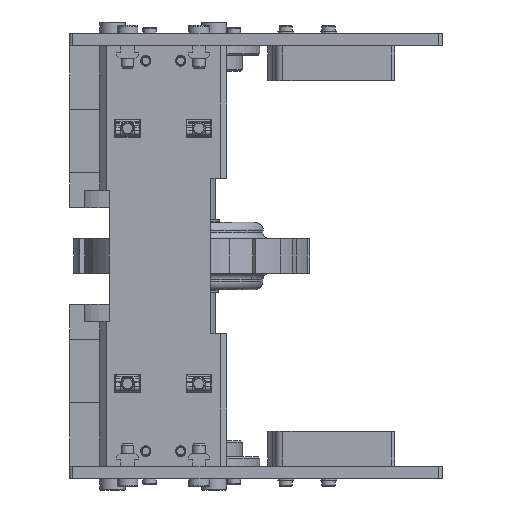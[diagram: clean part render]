
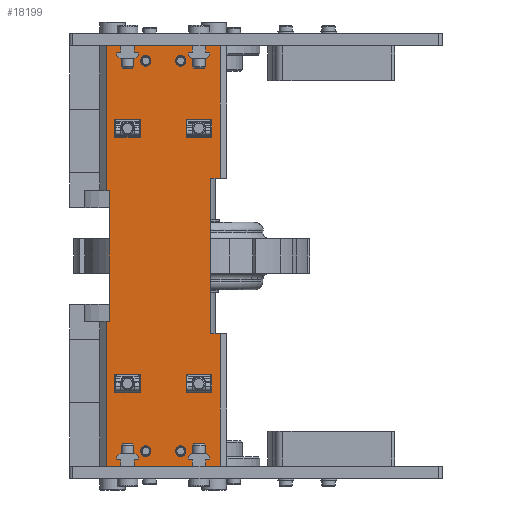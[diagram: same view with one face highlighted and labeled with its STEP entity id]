
A CAD part, left-side view. The second image highlights one B-rep face of the part: STEP entity #18199.
In plain terms, the highlighted face is planar.
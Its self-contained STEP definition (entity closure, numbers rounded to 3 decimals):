
#906=FACE_BOUND('',#3409,.T.);
#907=FACE_BOUND('',#3410,.T.);
#908=FACE_BOUND('',#3411,.T.);
#909=FACE_BOUND('',#3412,.T.);
#910=FACE_BOUND('',#3413,.T.);
#911=FACE_BOUND('',#3414,.T.);
#912=FACE_BOUND('',#3415,.T.);
#913=FACE_BOUND('',#3416,.T.);
#1415=PLANE('',#20199);
#2242=FACE_OUTER_BOUND('',#3408,.T.);
#3408=EDGE_LOOP('',(#15701,#15702,#15703,#15704,#15705,#15706,#15707,#15708,
#15709,#15710,#15711,#15712));
#3409=EDGE_LOOP('',(#15713));
#3410=EDGE_LOOP('',(#15714));
#3411=EDGE_LOOP('',(#15715));
#3412=EDGE_LOOP('',(#15716));
#3413=EDGE_LOOP('',(#15717));
#3414=EDGE_LOOP('',(#15718));
#3415=EDGE_LOOP('',(#15719));
#3416=EDGE_LOOP('',(#15720));
#5021=LINE('',#30027,#6732);
#5027=LINE('',#30040,#6738);
#5031=LINE('',#30046,#6742);
#5035=LINE('',#30055,#6746);
#5037=LINE('',#30059,#6748);
#5038=LINE('',#30061,#6749);
#5039=LINE('',#30063,#6750);
#5040=LINE('',#30065,#6751);
#5041=LINE('',#30067,#6752);
#5042=LINE('',#30069,#6753);
#5043=LINE('',#30071,#6754);
#5044=LINE('',#30072,#6755);
#6732=VECTOR('',#24411,10.);
#6738=VECTOR('',#24419,10.);
#6742=VECTOR('',#24425,10.);
#6746=VECTOR('',#24433,10.);
#6748=VECTOR('',#24437,10.);
#6749=VECTOR('',#24438,10.);
#6750=VECTOR('',#24439,10.);
#6751=VECTOR('',#24440,10.);
#6752=VECTOR('',#24441,10.);
#6753=VECTOR('',#24442,10.);
#6754=VECTOR('',#24443,10.);
#6755=VECTOR('',#24444,10.);
#7677=CIRCLE('',#20200,3.3);
#7678=CIRCLE('',#20201,3.3);
#7679=CIRCLE('',#20202,3.3);
#7680=CIRCLE('',#20203,3.3);
#7681=CIRCLE('',#20204,4.5);
#7682=CIRCLE('',#20205,4.5);
#7683=CIRCLE('',#20206,4.5);
#7684=CIRCLE('',#20207,4.5);
#9134=VERTEX_POINT('',#30024);
#9135=VERTEX_POINT('',#30026);
#9140=VERTEX_POINT('',#30037);
#9141=VERTEX_POINT('',#30039);
#9145=VERTEX_POINT('',#30054);
#9146=VERTEX_POINT('',#30058);
#9147=VERTEX_POINT('',#30060);
#9148=VERTEX_POINT('',#30062);
#9149=VERTEX_POINT('',#30064);
#9150=VERTEX_POINT('',#30066);
#9151=VERTEX_POINT('',#30068);
#9152=VERTEX_POINT('',#30070);
#9153=VERTEX_POINT('',#30073);
#9154=VERTEX_POINT('',#30075);
#9155=VERTEX_POINT('',#30077);
#9156=VERTEX_POINT('',#30079);
#9157=VERTEX_POINT('',#30081);
#9158=VERTEX_POINT('',#30083);
#9159=VERTEX_POINT('',#30085);
#9160=VERTEX_POINT('',#30087);
#11408=EDGE_CURVE('',#9135,#9134,#5021,.T.);
#11414=EDGE_CURVE('',#9141,#9140,#5027,.T.);
#11418=EDGE_CURVE('',#9140,#9135,#5031,.T.);
#11422=EDGE_CURVE('',#9141,#9145,#5035,.T.);
#11424=EDGE_CURVE('',#9146,#9134,#5037,.T.);
#11425=EDGE_CURVE('',#9146,#9147,#5038,.T.);
#11426=EDGE_CURVE('',#9148,#9147,#5039,.T.);
#11427=EDGE_CURVE('',#9148,#9149,#5040,.T.);
#11428=EDGE_CURVE('',#9149,#9150,#5041,.T.);
#11429=EDGE_CURVE('',#9150,#9151,#5042,.T.);
#11430=EDGE_CURVE('',#9152,#9151,#5043,.T.);
#11431=EDGE_CURVE('',#9152,#9145,#5044,.T.);
#11432=EDGE_CURVE('',#9153,#9153,#7677,.T.);
#11433=EDGE_CURVE('',#9154,#9154,#7678,.T.);
#11434=EDGE_CURVE('',#9155,#9155,#7679,.T.);
#11435=EDGE_CURVE('',#9156,#9156,#7680,.T.);
#11436=EDGE_CURVE('',#9157,#9157,#7681,.T.);
#11437=EDGE_CURVE('',#9158,#9158,#7682,.T.);
#11438=EDGE_CURVE('',#9159,#9159,#7683,.T.);
#11439=EDGE_CURVE('',#9160,#9160,#7684,.T.);
#15701=ORIENTED_EDGE('',*,*,#11414,.T.);
#15702=ORIENTED_EDGE('',*,*,#11418,.T.);
#15703=ORIENTED_EDGE('',*,*,#11408,.T.);
#15704=ORIENTED_EDGE('',*,*,#11424,.F.);
#15705=ORIENTED_EDGE('',*,*,#11425,.T.);
#15706=ORIENTED_EDGE('',*,*,#11426,.F.);
#15707=ORIENTED_EDGE('',*,*,#11427,.T.);
#15708=ORIENTED_EDGE('',*,*,#11428,.T.);
#15709=ORIENTED_EDGE('',*,*,#11429,.T.);
#15710=ORIENTED_EDGE('',*,*,#11430,.F.);
#15711=ORIENTED_EDGE('',*,*,#11431,.T.);
#15712=ORIENTED_EDGE('',*,*,#11422,.F.);
#15713=ORIENTED_EDGE('',*,*,#11432,.T.);
#15714=ORIENTED_EDGE('',*,*,#11433,.T.);
#15715=ORIENTED_EDGE('',*,*,#11434,.T.);
#15716=ORIENTED_EDGE('',*,*,#11435,.T.);
#15717=ORIENTED_EDGE('',*,*,#11436,.T.);
#15718=ORIENTED_EDGE('',*,*,#11437,.T.);
#15719=ORIENTED_EDGE('',*,*,#11438,.T.);
#15720=ORIENTED_EDGE('',*,*,#11439,.T.);
#18199=ADVANCED_FACE('',(#2242,#906,#907,#908,#909,#910,#911,#912,#913),
#1415,.T.);
#20199=AXIS2_PLACEMENT_3D('',#30057,#24435,#24436);
#20200=AXIS2_PLACEMENT_3D('',#30074,#24445,#24446);
#20201=AXIS2_PLACEMENT_3D('',#30076,#24447,#24448);
#20202=AXIS2_PLACEMENT_3D('',#30078,#24449,#24450);
#20203=AXIS2_PLACEMENT_3D('',#30080,#24451,#24452);
#20204=AXIS2_PLACEMENT_3D('',#30082,#24453,#24454);
#20205=AXIS2_PLACEMENT_3D('',#30084,#24455,#24456);
#20206=AXIS2_PLACEMENT_3D('',#30086,#24457,#24458);
#20207=AXIS2_PLACEMENT_3D('',#30088,#24459,#24460);
#24411=DIRECTION('',(0.,-1.,0.));
#24419=DIRECTION('',(0.,1.,0.));
#24425=DIRECTION('',(-1.,0.,0.));
#24433=DIRECTION('',(1.,0.,0.));
#24435=DIRECTION('center_axis',(0.,0.,-1.));
#24436=DIRECTION('ref_axis',(-1.,0.,0.));
#24437=DIRECTION('',(1.,0.,0.));
#24438=DIRECTION('',(0.,1.,0.));
#24439=DIRECTION('',(-1.,0.,0.));
#24440=DIRECTION('',(0.,-1.,0.));
#24441=DIRECTION('',(1.,0.,0.));
#24442=DIRECTION('',(0.,1.,0.));
#24443=DIRECTION('',(-1.,0.,0.));
#24444=DIRECTION('',(0.,-1.,0.));
#24445=DIRECTION('center_axis',(0.,0.,1.));
#24446=DIRECTION('ref_axis',(1.,0.,0.));
#24447=DIRECTION('center_axis',(0.,0.,1.));
#24448=DIRECTION('ref_axis',(1.,0.,0.));
#24449=DIRECTION('center_axis',(0.,0.,1.));
#24450=DIRECTION('ref_axis',(1.,0.,0.));
#24451=DIRECTION('center_axis',(0.,0.,1.));
#24452=DIRECTION('ref_axis',(1.,0.,0.));
#24453=DIRECTION('center_axis',(0.,0.,1.));
#24454=DIRECTION('ref_axis',(1.,0.,0.));
#24455=DIRECTION('center_axis',(0.,0.,1.));
#24456=DIRECTION('ref_axis',(1.,0.,0.));
#24457=DIRECTION('center_axis',(0.,0.,1.));
#24458=DIRECTION('ref_axis',(1.,0.,0.));
#24459=DIRECTION('center_axis',(0.,0.,1.));
#24460=DIRECTION('ref_axis',(1.,0.,0.));
#30024=CARTESIAN_POINT('',(-49.,-36.,-10.));
#30026=CARTESIAN_POINT('',(-49.,-30.,-10.));
#30027=CARTESIAN_POINT('',(-49.,-20.,-10.));
#30037=CARTESIAN_POINT('',(49.,-30.,-10.));
#30039=CARTESIAN_POINT('',(49.,-36.,-10.));
#30040=CARTESIAN_POINT('',(49.,-20.,-10.));
#30046=CARTESIAN_POINT('',(0.,-30.,-10.));
#30054=CARTESIAN_POINT('',(132.5,-36.,-10.));
#30055=CARTESIAN_POINT('',(-66.25,-36.,-10.));
#30057=CARTESIAN_POINT('Origin',(0.,0.,-10.));
#30058=CARTESIAN_POINT('',(-132.5,-36.,-10.));
#30059=CARTESIAN_POINT('',(-66.25,-36.,-10.));
#30060=CARTESIAN_POINT('',(-132.5,36.,-10.));
#30061=CARTESIAN_POINT('',(-132.5,-40.,-10.));
#30062=CARTESIAN_POINT('',(-41.,36.,-10.));
#30063=CARTESIAN_POINT('',(66.25,36.,-10.));
#30064=CARTESIAN_POINT('',(-41.,34.,-10.));
#30065=CARTESIAN_POINT('',(-41.,17.,-10.));
#30066=CARTESIAN_POINT('',(41.,34.,-10.));
#30067=CARTESIAN_POINT('',(20.5,34.,-10.));
#30068=CARTESIAN_POINT('',(41.,36.,-10.));
#30069=CARTESIAN_POINT('',(41.,20.,-10.));
#30070=CARTESIAN_POINT('',(132.5,36.,-10.));
#30071=CARTESIAN_POINT('',(66.25,36.,-10.));
#30072=CARTESIAN_POINT('',(132.5,40.,-10.));
#30073=CARTESIAN_POINT('',(119.7,11.,-10.));
#30074=CARTESIAN_POINT('Origin',(123.,11.,-10.));
#30075=CARTESIAN_POINT('',(-126.3,-11.,-10.));
#30076=CARTESIAN_POINT('Origin',(-123.,-11.,-10.));
#30077=CARTESIAN_POINT('',(-126.3,11.,-10.));
#30078=CARTESIAN_POINT('Origin',(-123.,11.,-10.));
#30079=CARTESIAN_POINT('',(119.7,-11.,-10.));
#30080=CARTESIAN_POINT('Origin',(123.,-11.,-10.));
#30081=CARTESIAN_POINT('',(76.,22.5,-10.));
#30082=CARTESIAN_POINT('Origin',(80.5,22.5,-10.));
#30083=CARTESIAN_POINT('',(-85.,-22.5,-10.));
#30084=CARTESIAN_POINT('Origin',(-80.5,-22.5,-10.));
#30085=CARTESIAN_POINT('',(-85.,22.5,-10.));
#30086=CARTESIAN_POINT('Origin',(-80.5,22.5,-10.));
#30087=CARTESIAN_POINT('',(76.,-22.5,-10.));
#30088=CARTESIAN_POINT('Origin',(80.5,-22.5,-10.));
